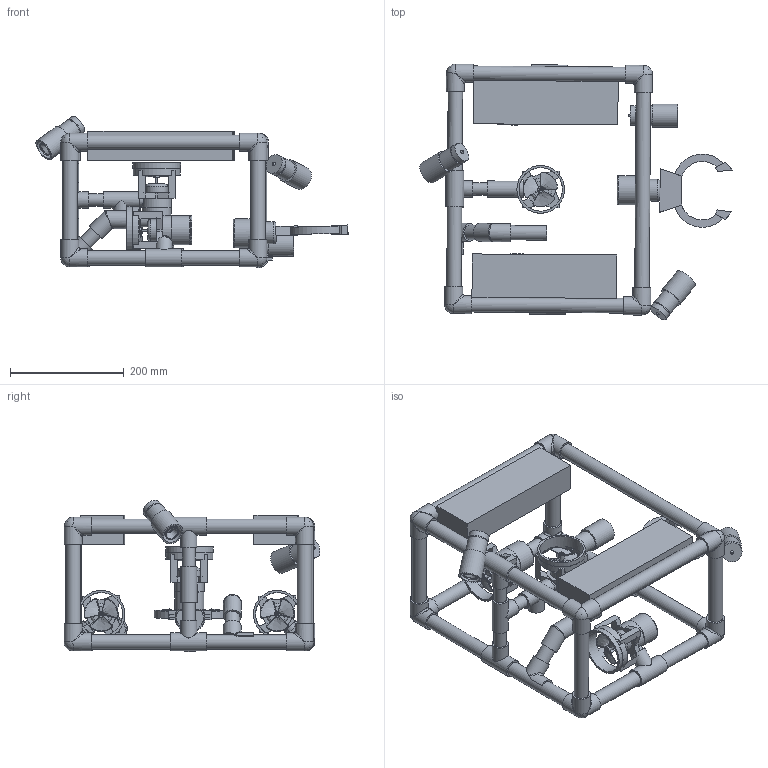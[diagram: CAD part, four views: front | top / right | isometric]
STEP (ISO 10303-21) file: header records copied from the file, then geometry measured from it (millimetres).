
FILE_DESCRIPTION(/* description */ (''),/* implementation_level */ '2;1');
FILE_NAME(/* name */ 'Concept Model.stp',/* time_stamp */ '2017-10-14T23:37:59-04:00',/* author */ ('z_luc'),/* organization */ (''),/* preprocessor_version */ 'ST-DEVELOPER v16.13',/* originating_system */ 'Autodesk Inventor 2018',/* authorisation */ '');
FILE_SCHEMA (('AUTOMOTIVE_DESIGN { 1 0 10303 214 3 1 1 }'));
Length unit declared in the file: inch
Products named in the file (36): ez00-assembly; ez01-pvc_14.5; ez01-pvc_14.5_1; ez01-pvc_14.5_2; ez01-pvc_14.5_3; ez02-joint_1; ez05-joint_2; ez01-pvc_14.5_4; ez05-joint_2_1; ez01-pvc_14.5_5; ez10-joint_4; ez11-joint_5; ez01-pvc_14.5_6; ez01-pvc_14.5_7; Claw Assembly; Motor Mount Assembly; PCV Round; PCV Round_1; Motor Mount; Motor Mount_1; Bilge pump assembly; Bilge pump; Propeller; Motor Mount (2018 design); Motor Shround (2018 design); buoyancy (2018 design); Camera assembly; Camera; camera sheath temp; fisheye lens temp; Concept Model.Harness1; Concept Model.Harness1_1; passive_claw; finger; palm; finger_MIR1
Assembly tree (69 placements, depth 3):
  ez00-assembly
    ez01-pvc_14.5  x2
    ez01-pvc_14.5_3  x8
    ez02-joint_1  x8
    ez01-pvc_14.5_1  x2
    ez01-pvc_14.5_2  x4
    ez05-joint_2  x4
    ez05-joint_2_1  x2
    ez01-pvc_14.5_4  x2
    ez01-pvc_14.5_5
    ez10-joint_4
    ez11-joint_5
    ez01-pvc_14.5_6
    ez01-pvc_14.5_7
    Claw Assembly
    Motor Mount Assembly
      PCV Round
      PCV Round_1
      Motor Mount
      Motor Mount_1
    Bilge pump assembly  x3
      Bilge pump
      Propeller
    Bilge pump
    Motor Mount (2018 design)  x3
    Motor Shround (2018 design)  x3
    buoyancy (2018 design)  x2
    Camera assembly  x3
      Camera
      camera sheath temp
      fisheye lens temp
    Concept Model.Harness1
      Concept Model.Harness1_1
    passive_claw
      finger
      palm
      finger_MIR1
Bounding box: 548.15 x 449.53 x 265.87 mm (x, y, z)
Volume: 4068357 mm3; surface area: 1144002.9 mm2
Topology: 68 solids, 68 shells, 923 faces, 2063 edges, 1321 vertices
Faces by surface type: plane 409, cylinder 320, bspline 130, torus 31, sphere 24, cone 9
Full cylindrical faces by diameter (mm): 3 x4, 3.302 x24, 5.08 x16, 5.5 x3, 6 x4, 10 x3, 10.251 x3, 11.775 x3, 12.7 x3, 15.875 x3, 17.17 x3, 19.05 x18, 22.225 x11, 22.25 x3, 23.603 x3, 25.4 x52, 28.575 x11, 31.75 x31, 33.337 x6, 34.925 x12, 39 x4, 39.014 x3, 40.64 x3, 47 x4, 51 x4, 51.714 x3, 76.2 x3, 82.55 x3, 83.82 x3
Entity records: 13957 total; most frequent: CARTESIAN_POINT 4205, DIRECTION 1832, ORIENTED_EDGE 1402, AXIS2_PLACEMENT_3D 786, EDGE_CURVE 701, EDGE_LOOP 627, VERTEX_POINT 530, FACE_OUTER_BOUND 383
